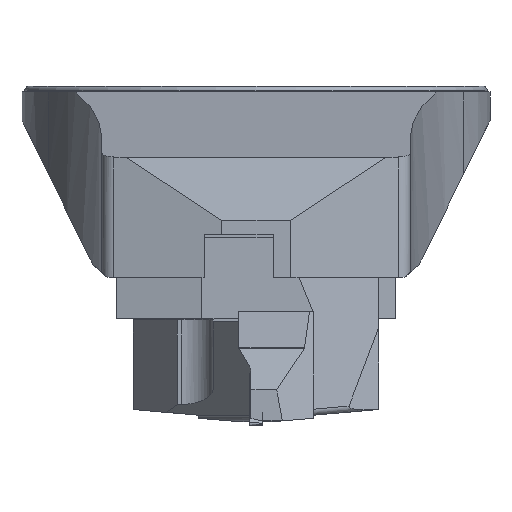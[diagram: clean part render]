
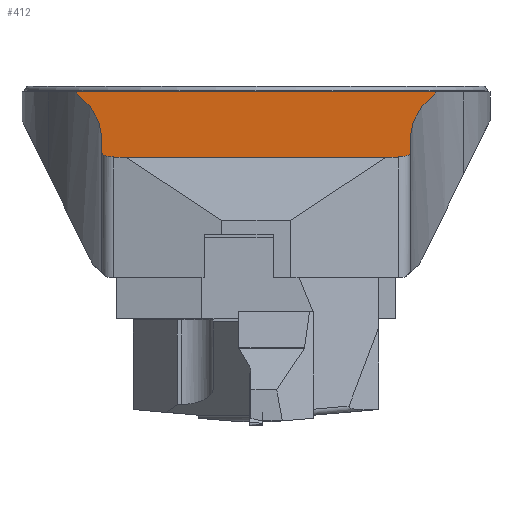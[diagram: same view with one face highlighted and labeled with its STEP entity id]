
A CAD part, left-side view. The second image highlights one B-rep face of the part: STEP entity #412.
In plain terms, the highlighted planar face has unit normal (-0.257, 0, 0.967).
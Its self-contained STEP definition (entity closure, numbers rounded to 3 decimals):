
#236=ELLIPSE('',#2687,206.933,200.);
#243=ELLIPSE('',#2697,206.933,200.);
#249=ELLIPSE('',#2707,5.173,5.);
#250=ELLIPSE('',#2708,5.173,5.);
#298=FACE_OUTER_BOUND('',#1151,.T.);
#412=ADVANCED_FACE('',(#298),#536,.F.);
#536=PLANE('',#2709);
#623=LINE('',#3664,#864);
#638=LINE('',#3696,#879);
#640=LINE('',#3700,#881);
#643=LINE('',#3706,#884);
#660=LINE('',#3741,#901);
#666=LINE('',#3754,#907);
#864=VECTOR('',#2944,1.);
#879=VECTOR('',#2965,1.);
#881=VECTOR('',#2969,1.);
#884=VECTOR('',#2974,1.);
#901=VECTOR('',#2999,1.);
#907=VECTOR('',#3009,1.);
#1151=EDGE_LOOP('',(#1429,#1430,#1431,#1432,#1433,#1434,#1435,#1436,#1437,
#1438));
#1429=ORIENTED_EDGE('',*,*,#2207,.T.);
#1430=ORIENTED_EDGE('',*,*,#2257,.T.);
#1431=ORIENTED_EDGE('',*,*,#2190,.T.);
#1432=ORIENTED_EDGE('',*,*,#2187,.F.);
#1433=ORIENTED_EDGE('',*,*,#2185,.T.);
#1434=ORIENTED_EDGE('',*,*,#2258,.T.);
#1435=ORIENTED_EDGE('',*,*,#2213,.T.);
#1436=ORIENTED_EDGE('',*,*,#2235,.T.);
#1437=ORIENTED_EDGE('',*,*,#2170,.T.);
#1438=ORIENTED_EDGE('',*,*,#2247,.T.);
#1933=VERTEX_POINT('',#3642);
#1944=VERTEX_POINT('',#3663);
#1958=VERTEX_POINT('',#3695);
#1959=VERTEX_POINT('',#3697);
#1960=VERTEX_POINT('',#3701);
#1962=VERTEX_POINT('',#3707);
#1975=VERTEX_POINT('',#3740);
#1976=VERTEX_POINT('',#3742);
#1981=VERTEX_POINT('',#3755);
#1982=VERTEX_POINT('',#3756);
#2170=EDGE_CURVE('',#1933,#1944,#623,.T.);
#2185=EDGE_CURVE('',#1959,#1958,#638,.T.);
#2187=EDGE_CURVE('',#1959,#1960,#640,.T.);
#2190=EDGE_CURVE('',#1962,#1960,#643,.T.);
#2207=EDGE_CURVE('',#1976,#1975,#660,.T.);
#2213=EDGE_CURVE('',#1981,#1982,#666,.T.);
#2235=EDGE_CURVE('',#1982,#1933,#236,.T.);
#2247=EDGE_CURVE('',#1944,#1976,#243,.T.);
#2257=EDGE_CURVE('',#1975,#1962,#249,.T.);
#2258=EDGE_CURVE('',#1958,#1981,#250,.T.);
#2687=AXIS2_PLACEMENT_3D('',#3797,#3042,#3043);
#2697=AXIS2_PLACEMENT_3D('',#3818,#3067,#3068);
#2707=AXIS2_PLACEMENT_3D('',#3836,#3091,#3092);
#2708=AXIS2_PLACEMENT_3D('',#3837,#3093,#3094);
#2709=AXIS2_PLACEMENT_3D('',#3838,#3095,#3096);
#2944=DIRECTION('',(0.,1.,0.));
#2965=DIRECTION('',(0.173,-0.984,0.046));
#2969=DIRECTION('',(0.,1.,0.));
#2974=DIRECTION('',(-0.173,-0.984,-0.046));
#2999=DIRECTION('',(-0.966,0.,-0.257));
#3009=DIRECTION('',(0.966,0.,0.257));
#3042=DIRECTION('',(0.257,0.,-0.966));
#3043=DIRECTION('',(0.966,0.,0.257));
#3067=DIRECTION('',(0.257,0.,-0.966));
#3068=DIRECTION('',(0.966,0.,0.257));
#3091=DIRECTION('',(-0.257,0.,0.966));
#3092=DIRECTION('',(0.966,0.,0.257));
#3093=DIRECTION('',(-0.257,0.,0.966));
#3094=DIRECTION('',(-0.966,0.,-0.257));
#3095=DIRECTION('',(0.257,0.,-0.966));
#3096=DIRECTION('',(0.966,0.,0.257));
#3642=CARTESIAN_POINT('',(-86.5,-63.258,-2.));
#3663=CARTESIAN_POINT('',(-86.5,63.258,-2.));
#3664=CARTESIAN_POINT('',(-86.5,-179.,-2.));
#3695=CARTESIAN_POINT('',(-172.323,-49.868,-24.792));
#3696=CARTESIAN_POINT('',(-179.163,-11.074,-26.609));
#3697=CARTESIAN_POINT('',(-173.105,-45.432,-25.));
#3700=CARTESIAN_POINT('',(-173.105,-179.,-25.));
#3701=CARTESIAN_POINT('',(-173.105,45.432,-25.));
#3706=CARTESIAN_POINT('',(-179.163,11.074,-26.609));
#3707=CARTESIAN_POINT('',(-172.323,49.868,-24.792));
#3740=CARTESIAN_POINT('',(-167.399,54.,-23.485));
#3741=CARTESIAN_POINT('',(-86.5,54.,-2.));
#3742=CARTESIAN_POINT('',(-146.647,54.,-17.973));
#3754=CARTESIAN_POINT('',(-86.5,-54.,-2.));
#3755=CARTESIAN_POINT('',(-167.399,-54.,-23.485));
#3756=CARTESIAN_POINT('',(-146.647,-54.,-17.973));
#3797=CARTESIAN_POINT('',(-146.647,-254.,-17.973));
#3818=CARTESIAN_POINT('',(-146.647,254.,-17.973));
#3836=CARTESIAN_POINT('',(-167.399,49.,-23.485));
#3837=CARTESIAN_POINT('',(-167.399,-49.,-23.485));
#3838=CARTESIAN_POINT('',(-86.5,-179.,-2.));
